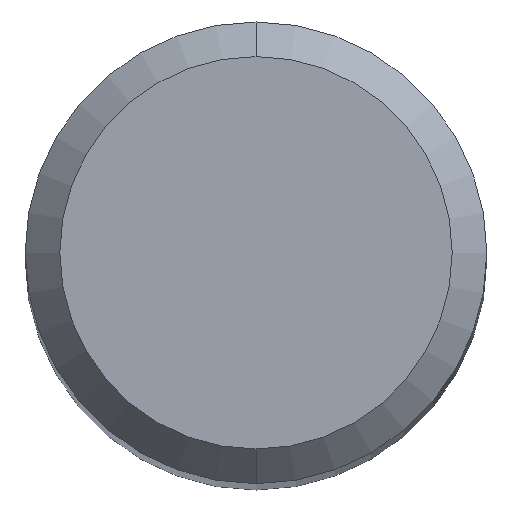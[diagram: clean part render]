
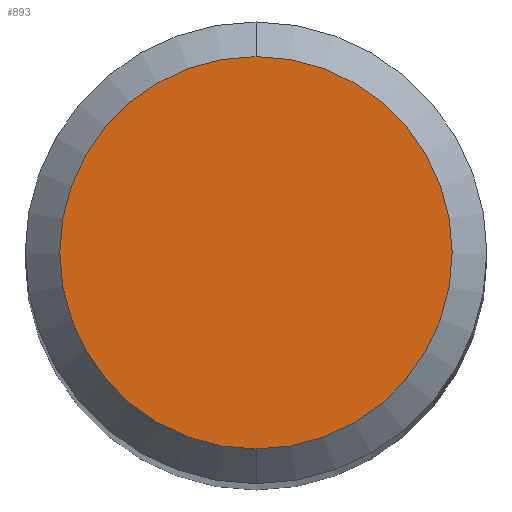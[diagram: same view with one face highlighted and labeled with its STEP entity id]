
A CAD part, top view. The second image highlights one B-rep face of the part: STEP entity #893.
In plain terms, the highlighted planar face has unit normal (0, 0, 1).
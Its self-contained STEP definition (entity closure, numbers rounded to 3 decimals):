
#523=VERTEX_POINT('',#1360);
#853=EDGE_CURVE('',#993,#523,#1715,.T.);
#893=ADVANCED_FACE('',(#1759),#1760,.T.);
#925=EDGE_CURVE('',#523,#993,#1794,.T.);
#993=VERTEX_POINT('',#1871);
#1360=CARTESIAN_POINT('',(0.,-1.7,0.0));
#1715=CIRCLE('',#4280,1.7);
#1759=FACE_OUTER_BOUND('',#4387,.T.);
#1760=PLANE('',#4388);
#1794=CIRCLE('',#4501,1.7);
#1871=CARTESIAN_POINT('',(0.0,1.7,0.0));
#4280=AXIS2_PLACEMENT_3D('',#6317,#6318,#6319);
#4387=EDGE_LOOP('',(#6393,#6394));
#4388=AXIS2_PLACEMENT_3D('',#6395,#6396,#6397);
#4501=AXIS2_PLACEMENT_3D('',#6423,#6424,#6425);
#6317=CARTESIAN_POINT('',(0.0,0.0,0.0));
#6318=DIRECTION('',(0.0,0.0,-1.0));
#6319=DIRECTION('',(0.0,1.0,0.0));
#6393=ORIENTED_EDGE('',*,*,#853,.F.);
#6394=ORIENTED_EDGE('',*,*,#925,.F.);
#6395=CARTESIAN_POINT('',(0.0,0.85,0.0));
#6396=DIRECTION('',(-0.0,0.0,1.0));
#6397=DIRECTION('',(0.0,-1.0,0.0));
#6423=CARTESIAN_POINT('',(0.0,0.0,0.0));
#6424=DIRECTION('',(0.0,0.0,-1.0));
#6425=DIRECTION('',(0.0,1.0,0.0));
